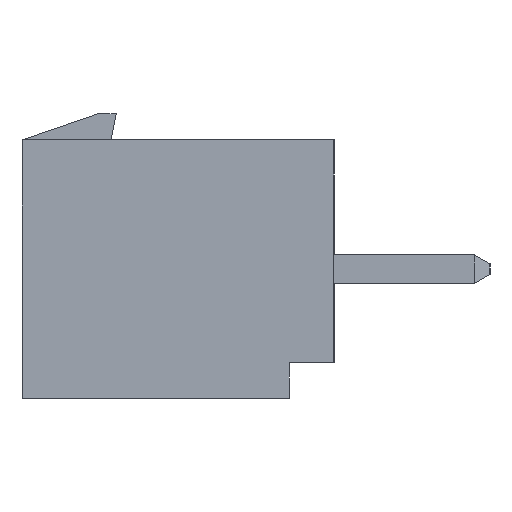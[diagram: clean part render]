
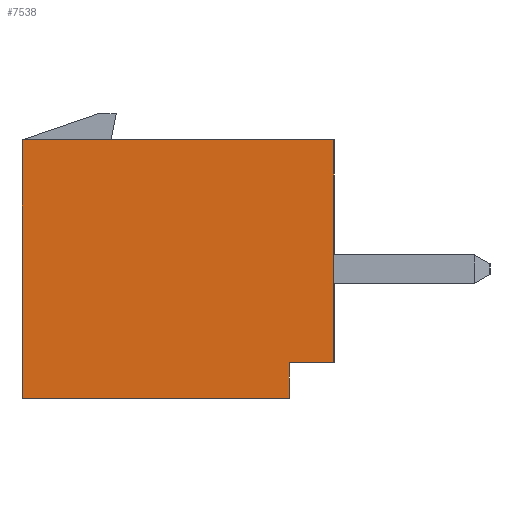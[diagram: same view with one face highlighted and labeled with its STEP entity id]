
A CAD part, left-side view. The second image highlights one B-rep face of the part: STEP entity #7538.
In plain terms, the highlighted planar face has unit normal (-1, 0, 0).
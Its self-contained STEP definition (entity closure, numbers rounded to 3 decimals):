
#30=DIRECTION('',(0.,0.,1.));
#31=VECTOR('',#30,5.);
#32=CARTESIAN_POINT('',(-12.45,0.,-2.1));
#33=LINE('',#32,#31);
#562=DIRECTION('',(0.,1.,0.));
#563=VECTOR('',#562,7.);
#564=CARTESIAN_POINT('',(-12.45,0.,2.9));
#565=LINE('',#564,#563);
#814=DIRECTION('',(0.,0.,1.));
#815=VECTOR('',#814,5.8);
#816=CARTESIAN_POINT('',(-12.45,7.,-2.9));
#817=LINE('',#816,#815);
#2270=DIRECTION('',(0.,0.,-1.));
#2271=VECTOR('',#2270,0.8);
#2272=CARTESIAN_POINT('',(-12.45,1.,-2.1));
#2273=LINE('',#2272,#2271);
#2277=DIRECTION('',(0.,1.,0.));
#2278=VECTOR('',#2277,6.);
#2279=CARTESIAN_POINT('',(-12.45,1.,-2.9));
#2280=LINE('',#2279,#2278);
#2284=DIRECTION('',(0.,1.,0.));
#2285=VECTOR('',#2284,1.);
#2286=CARTESIAN_POINT('',(-12.45,0.,-2.1));
#2287=LINE('',#2286,#2285);
#4608=CARTESIAN_POINT('',(-12.45,7.,-2.9));
#4609=CARTESIAN_POINT('',(-12.45,7.,2.9));
#4610=VERTEX_POINT('',#4608);
#4611=VERTEX_POINT('',#4609);
#4616=CARTESIAN_POINT('',(-12.45,0.,2.9));
#4617=VERTEX_POINT('',#4616);
#4636=CARTESIAN_POINT('',(-12.45,1.,-2.1));
#4637=CARTESIAN_POINT('',(-12.45,1.,-2.9));
#4638=VERTEX_POINT('',#4636);
#4639=VERTEX_POINT('',#4637);
#4644=CARTESIAN_POINT('',(-12.45,0.,-2.1));
#4645=VERTEX_POINT('',#4644);
#7524=CARTESIAN_POINT('',(-12.45,0.,-2.9));
#7525=DIRECTION('',(-1.,0.,0.));
#7526=DIRECTION('',(0.,0.,1.));
#7527=AXIS2_PLACEMENT_3D('',#7524,#7525,#7526);
#7528=PLANE('',#7527);
#7529=ORIENTED_EDGE('',*,*,#7515,.T.);
#7531=ORIENTED_EDGE('',*,*,#7530,.T.);
#7532=ORIENTED_EDGE('',*,*,#5943,.T.);
#7533=ORIENTED_EDGE('',*,*,#5701,.F.);
#7534=ORIENTED_EDGE('',*,*,#5437,.F.);
#7535=ORIENTED_EDGE('',*,*,#6871,.T.);
#7536=EDGE_LOOP('',(#7529,#7531,#7532,#7533,#7534,#7535));
#7537=FACE_OUTER_BOUND('',#7536,.F.);
#7538=ADVANCED_FACE('',(#7537),#7528,.T.);
#5437=EDGE_CURVE('',#4645,#4617,#33,.T.);
#5701=EDGE_CURVE('',#4617,#4611,#565,.T.);
#5943=EDGE_CURVE('',#4610,#4611,#817,.T.);
#6871=EDGE_CURVE('',#4645,#4638,#2287,.T.);
#7515=EDGE_CURVE('',#4638,#4639,#2273,.T.);
#7530=EDGE_CURVE('',#4639,#4610,#2280,.T.);
